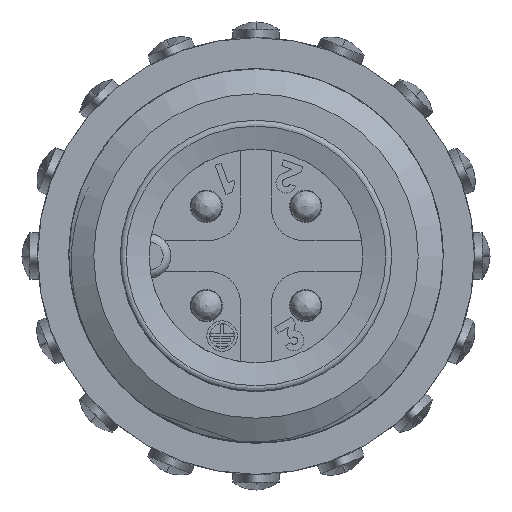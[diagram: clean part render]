
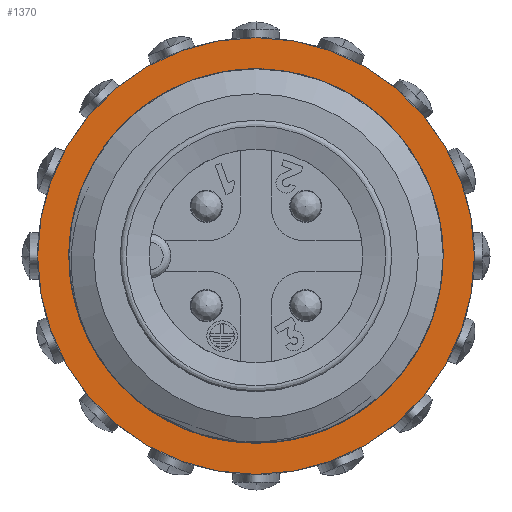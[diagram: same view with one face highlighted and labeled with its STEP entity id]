
A CAD part, left-side view. The second image highlights one B-rep face of the part: STEP entity #1370.
In plain terms, the highlighted planar face has unit normal (-1, 0, 0).
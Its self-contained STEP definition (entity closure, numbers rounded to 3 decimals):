
#317=B_SPLINE_CURVE_WITH_KNOTS('',3,(#24248,#24249,#24250,#24251),
 .UNSPECIFIED.,.F.,.F.,(4,4),(0.,1.),.UNSPECIFIED.);
#319=B_SPLINE_CURVE_WITH_KNOTS('',3,(#24441,#24442,#24443,#24444,#24445,
#24446,#24447,#24448,#24449,#24450,#24451,#24452,#24453,#24454),
 .UNSPECIFIED.,.F.,.F.,(4,2,2,2,2,2,4),(0.,0.063,0.094,
0.125,0.25,0.5,1.),.UNSPECIFIED.);
#321=B_SPLINE_CURVE_WITH_KNOTS('',3,(#24669,#24670,#24671,#24672,#24673,
#24674,#24675,#24676,#24677,#24678,#24679,#24680,#24681,#24682,#24683),
 .UNSPECIFIED.,.F.,.F.,(4,2,2,2,1,2,2,4),(0.,0.5,0.625,
0.75,0.813,0.844,0.875,
1.),.UNSPECIFIED.);
#324=B_SPLINE_CURVE_WITH_KNOTS('',3,(#24896,#24897,#24898,#24899),
 .UNSPECIFIED.,.F.,.F.,(4,4),(0.,1.),.UNSPECIFIED.);
#326=B_SPLINE_CURVE_WITH_KNOTS('',3,(#25043,#25044,#25045,#25046,#25047,
#25048,#25049,#25050,#25051,#25052,#25053,#25054,#25055,#25056),
 .UNSPECIFIED.,.F.,.F.,(4,2,2,2,2,2,4),(0.,0.063,0.125,0.25,
0.375,0.5,1.),.UNSPECIFIED.);
#329=B_SPLINE_CURVE_WITH_KNOTS('',3,(#25268,#25269,#25270,#25271,#25272,
#25273,#25274,#25275,#25276,#25277,#25278,#25279,#25280,#25281,#25282,#25283,
#25284),.UNSPECIFIED.,.F.,.F.,(4,2,2,2,1,2,2,2,4),(0.,0.25,
0.5,0.75,0.813,0.844,
0.875,0.938,1.),.UNSPECIFIED.);
#693=CIRCLE('',#14557,14.);
#1095=FACE_BOUND('',#3449,.T.);
#1096=FACE_BOUND('',#3450,.T.);
#1370=ADVANCED_FACE('',(#1095,#1096),#2093,.T.);
#2093=PLANE('',#14558);
#3449=EDGE_LOOP('',(#4783,#4784,#4785,#4786,#4787,#4788));
#3450=EDGE_LOOP('',(#4789));
#4783=ORIENTED_EDGE('',*,*,#9873,.T.);
#4784=ORIENTED_EDGE('',*,*,#9853,.T.);
#4785=ORIENTED_EDGE('',*,*,#9857,.T.);
#4786=ORIENTED_EDGE('',*,*,#9860,.T.);
#4787=ORIENTED_EDGE('',*,*,#9863,.T.);
#4788=ORIENTED_EDGE('',*,*,#9866,.T.);
#4789=ORIENTED_EDGE('',*,*,#9874,.T.);
#8428=VERTEX_POINT('',#24246);
#8430=VERTEX_POINT('',#24252);
#8432=VERTEX_POINT('',#24439);
#8435=VERTEX_POINT('',#24668);
#8436=VERTEX_POINT('',#24894);
#8439=VERTEX_POINT('',#25042);
#8443=VERTEX_POINT('',#25442);
#9853=EDGE_CURVE('',#8430,#8428,#317,.T.);
#9857=EDGE_CURVE('',#8428,#8432,#319,.T.);
#9860=EDGE_CURVE('',#8432,#8435,#321,.T.);
#9863=EDGE_CURVE('',#8435,#8436,#324,.T.);
#9866=EDGE_CURVE('',#8436,#8439,#326,.T.);
#9873=EDGE_CURVE('',#8439,#8430,#329,.T.);
#9874=EDGE_CURVE('',#8443,#8443,#693,.T.);
#14557=AXIS2_PLACEMENT_3D('',#25441,#15959,#15960);
#14558=AXIS2_PLACEMENT_3D('',#25443,#15961,#15962);
#15959=DIRECTION('',(-1.,0.,0.));
#15960=DIRECTION('',(0.,-1.,0.));
#15961=DIRECTION('',(-1.,0.,0.));
#15962=DIRECTION('',(0.,1.,0.));
#24246=CARTESIAN_POINT('',(-8.791,37.109,42.238));
#24248=CARTESIAN_POINT('',(-8.791,37.4,39.464));
#24249=CARTESIAN_POINT('',(-8.791,37.419,40.397));
#24250=CARTESIAN_POINT('',(-8.791,37.323,41.33));
#24251=CARTESIAN_POINT('',(-8.791,37.109,42.238));
#24252=CARTESIAN_POINT('',(-8.791,37.4,39.464));
#24439=CARTESIAN_POINT('',(-8.791,26.799,51.959));
#24441=CARTESIAN_POINT('',(-8.791,37.109,42.238));
#24442=CARTESIAN_POINT('',(-8.791,37.047,42.499));
#24443=CARTESIAN_POINT('',(-8.791,36.978,42.795));
#24444=CARTESIAN_POINT('',(-8.791,36.9,43.135));
#24445=CARTESIAN_POINT('',(-8.791,36.871,43.252));
#24446=CARTESIAN_POINT('',(-8.791,36.806,43.496));
#24447=CARTESIAN_POINT('',(-8.791,36.779,43.592));
#24448=CARTESIAN_POINT('',(-8.791,36.537,44.401));
#24449=CARTESIAN_POINT('',(-8.791,36.332,44.957));
#24450=CARTESIAN_POINT('',(-8.791,35.472,46.795));
#24451=CARTESIAN_POINT('',(-8.791,34.71,47.881));
#24452=CARTESIAN_POINT('',(-8.791,31.905,50.677));
#24453=CARTESIAN_POINT('',(-8.791,29.447,51.795));
#24454=CARTESIAN_POINT('',(-8.791,26.799,51.959));
#24668=CARTESIAN_POINT('',(-8.791,15.369,43.584));
#24669=CARTESIAN_POINT('',(-8.791,26.799,51.959));
#24670=CARTESIAN_POINT('',(-8.791,24.133,52.123));
#24671=CARTESIAN_POINT('',(-8.791,21.539,51.301));
#24672=CARTESIAN_POINT('',(-8.791,18.932,49.261));
#24673=CARTESIAN_POINT('',(-8.791,18.451,48.812));
#24674=CARTESIAN_POINT('',(-8.791,17.572,47.831));
#24675=CARTESIAN_POINT('',(-8.791,17.153,47.268));
#24676=CARTESIAN_POINT('',(-8.791,16.647,46.458));
#24677=CARTESIAN_POINT('',(-8.791,16.407,46.037));
#24678=CARTESIAN_POINT('',(-8.791,16.187,45.592));
#24679=CARTESIAN_POINT('',(-8.791,16.044,45.291));
#24680=CARTESIAN_POINT('',(-8.791,15.962,45.109));
#24681=CARTESIAN_POINT('',(-8.791,15.687,44.468));
#24682=CARTESIAN_POINT('',(-8.791,15.528,44.028));
#24683=CARTESIAN_POINT('',(-8.791,15.369,43.584));
#24894=CARTESIAN_POINT('',(-8.791,14.739,40.867));
#24896=CARTESIAN_POINT('',(-8.791,15.369,43.584));
#24897=CARTESIAN_POINT('',(-8.791,15.045,42.71));
#24898=CARTESIAN_POINT('',(-8.791,14.834,41.794));
#24899=CARTESIAN_POINT('',(-8.791,14.739,40.867));
#25042=CARTESIAN_POINT('',(-8.791,25.414,29.59));
#25043=CARTESIAN_POINT('',(-8.791,14.739,40.867));
#25044=CARTESIAN_POINT('',(-8.791,14.705,40.538));
#25045=CARTESIAN_POINT('',(-8.791,14.706,40.109));
#25046=CARTESIAN_POINT('',(-8.791,14.753,39.392));
#25047=CARTESIAN_POINT('',(-8.791,14.801,39.019));
#25048=CARTESIAN_POINT('',(-8.791,15.,37.955));
#25049=CARTESIAN_POINT('',(-8.791,15.223,37.227));
#25050=CARTESIAN_POINT('',(-8.791,15.79,35.878));
#25051=CARTESIAN_POINT('',(-8.791,16.132,35.242));
#25052=CARTESIAN_POINT('',(-8.791,16.935,34.046));
#25053=CARTESIAN_POINT('',(-8.791,17.417,33.465));
#25054=CARTESIAN_POINT('',(-8.791,19.908,30.966));
#25055=CARTESIAN_POINT('',(-8.791,22.579,29.766));
#25056=CARTESIAN_POINT('',(-8.791,25.414,29.59));
#25268=CARTESIAN_POINT('',(-8.791,25.414,29.59));
#25269=CARTESIAN_POINT('',(-8.791,26.853,29.501));
#25270=CARTESIAN_POINT('',(-8.791,28.284,29.681));
#25271=CARTESIAN_POINT('',(-8.791,30.976,30.528));
#25272=CARTESIAN_POINT('',(-8.791,32.192,31.166));
#25273=CARTESIAN_POINT('',(-8.791,34.419,32.911));
#25274=CARTESIAN_POINT('',(-8.791,35.3,33.897));
#25275=CARTESIAN_POINT('',(-8.791,36.216,35.451));
#25276=CARTESIAN_POINT('',(-8.791,36.464,35.924));
#25277=CARTESIAN_POINT('',(-8.791,36.673,36.406));
#25278=CARTESIAN_POINT('',(-8.791,36.803,36.73));
#25279=CARTESIAN_POINT('',(-8.791,36.853,36.862));
#25280=CARTESIAN_POINT('',(-8.791,37.054,37.446));
#25281=CARTESIAN_POINT('',(-8.791,37.15,37.783));
#25282=CARTESIAN_POINT('',(-8.791,37.34,38.685));
#25283=CARTESIAN_POINT('',(-8.791,37.392,39.095));
#25284=CARTESIAN_POINT('',(-8.791,37.4,39.464));
#25441=CARTESIAN_POINT('',(-8.791,26.156,41.567));
#25442=CARTESIAN_POINT('',(-8.791,12.156,41.567));
#25443=CARTESIAN_POINT('',(-8.791,9.03,58.72));
